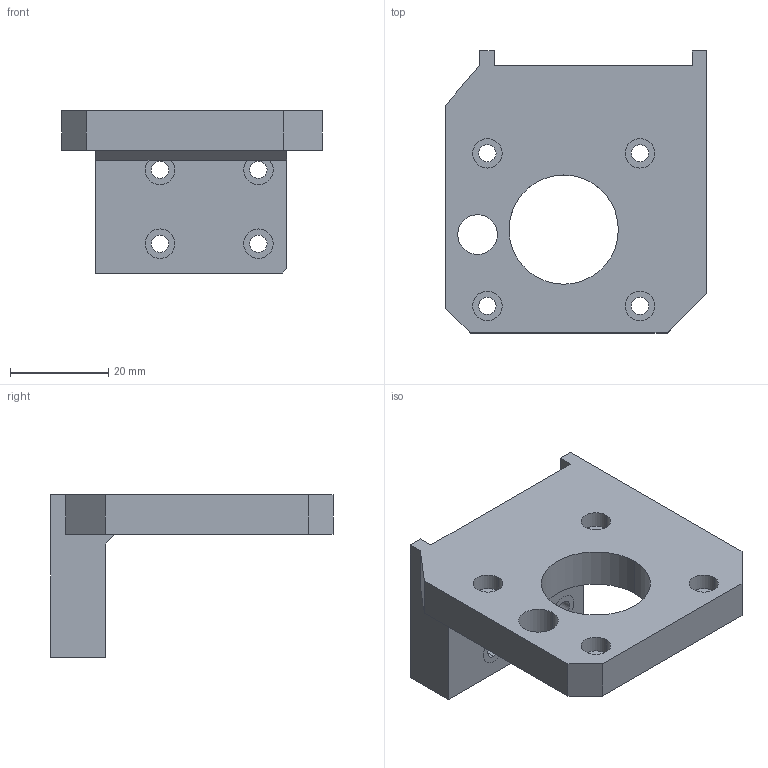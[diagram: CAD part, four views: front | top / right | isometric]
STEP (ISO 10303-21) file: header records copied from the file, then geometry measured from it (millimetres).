
FILE_DESCRIPTION (( 'STEP AP214' ), '1' );
FILE_NAME ('JXHSV06-02008-d Left Z motor seat.step', '2023-01-05T07:13:32', ( '微软用户' ), ( '微软中国' ), 'SwSTEP 2.0', 'SolidWorks 2020', '' );
FILE_SCHEMA (( 'AUTOMOTIVE_DESIGN' ));
Length unit declared in the file: millimetre
Products named in the file (1): JXHSV06-02008-d Left Z motor seat
Bounding box: 53 x 57.3 x 33 mm (x, y, z)
Volume: 17352.8 mm3; surface area: 14341 mm2
Topology: 1 solids, 1 shells, 383 faces, 1038 edges, 691 vertices
Faces by surface type: plane 184, bspline 88, cylinder 73, cone 38
Entity records: 14366 total; most frequent: CARTESIAN_POINT 5406, ORIENTED_EDGE 2076, DIRECTION 1415, EDGE_CURVE 1038, VERTEX_POINT 691, LINE 501, VECTOR 501, AXIS2_PLACEMENT_3D 457
